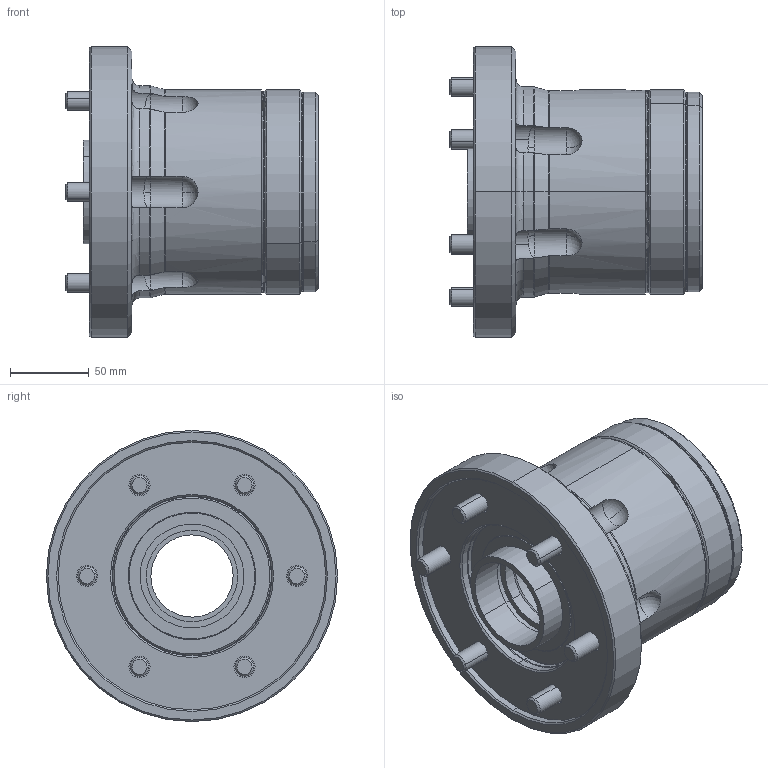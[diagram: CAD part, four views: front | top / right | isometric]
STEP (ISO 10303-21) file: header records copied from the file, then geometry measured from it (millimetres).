
FILE_DESCRIPTION (( 'STEP AP203' ), '1' );
FILE_NAME ('CF-CL-52.STEP', '2022-04-26T06:03:34', ( '' ), ( '' ), 'SwSTEP 2.0', 'SolidWorks 2016', '' );
FILE_SCHEMA (( 'CONFIG_CONTROL_DESIGN' ));
Length unit declared in the file: millimetre
Products named in the file (8): CF-CL-52-02000; CF-CL-52-03020; CF-CL-52-05000; CF-CL-42-08000; FSW320300; 圓頭內六角螺栓_M12x30; CF-CL-52; CF-CL-6017-01010
Assembly tree (12 placements, depth 2):
  CF-CL-52
    CF-CL-6017-01010
    CF-CL-52-02000
    CF-CL-52-03020
    CF-CL-52-05000
    CF-CL-42-08000
    FSW320300
    圓頭內六角螺栓_M12x30  x6
Bounding box: 160.3 x 185 x 185 mm (x, y, z)
Volume: 1691621.5 mm3; surface area: 297045.3 mm2
Topology: 12 solids, 12 shells, 455 faces, 1098 edges, 666 vertices
Faces by surface type: cylinder 152, plane 142, cone 108, torus 29, sphere 24
Entity records: 11994 total; most frequent: CARTESIAN_POINT 3197, DIRECTION 1723, ORIENTED_EDGE 1592, EDGE_CURVE 796, AXIS2_PLACEMENT_3D 722, VERTEX_POINT 501, CIRCLE 377, EDGE_LOOP 373
